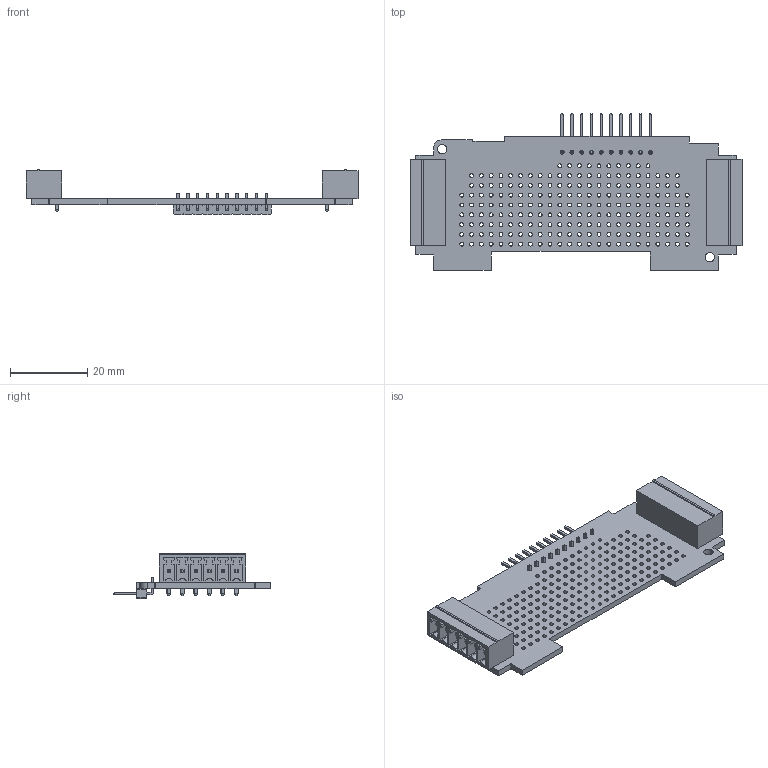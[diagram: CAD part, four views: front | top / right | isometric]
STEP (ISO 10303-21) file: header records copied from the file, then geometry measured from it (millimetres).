
FILE_DESCRIPTION(('FreeCAD Model'),'2;1');
FILE_NAME('REG1-App-Universal_V00.01.stp', '2022-10-21T15:04:07',('Author'),(''), 'Open CASCADE STEP processor 7.3','FreeCAD','Unknown');
FILE_SCHEMA(('AUTOMOTIVE_DESIGN { 1 0 10303 214 1 1 1 1 }'));
Length unit declared in the file: millimetre
Products named in the file (11): REG1-App-Universal; Board_Geoms_9349; Local_CS_9349; Pcb_9349; PCB_Sketch_9349; Step_Models_9349; Top_9349; J2_MC_01x06_G_3_5mm_63501331; J1_MC_01x06_G_3_5mm_6350121B; Bot_9349; J3_PinHeader_1x10_P254mm_Horizontal_6350244B
Assembly tree (10 placements, depth 4):
  REG1-App-Universal
    Board_Geoms_9349
      Local_CS_9349
      Pcb_9349
      PCB_Sketch_9349
    Step_Models_9349
      Top_9349
        J2_MC_01x06_G_3_5mm_63501331
        J1_MC_01x06_G_3_5mm_6350121B
      Bot_9349
        J3_PinHeader_1x10_P254mm_Horizontal_6350244B
Bounding box: 86 x 40.64 x 11.69 mm (x, y, z)
Volume: 5839.3 mm3; surface area: 10614.6 mm2
Topology: 4 solids, 4 shells, 946 faces, 2504 edges, 1654 vertices
Faces by surface type: plane 692, cylinder 254
Full cylindrical faces by diameter (mm): 1 x208, 1.2 x12, 2.4 x2
Entity records: 34876 total; most frequent: CARTESIAN_POINT 5117, ORIENTED_EDGE 4940, DIRECTION 4938, EDGE_CURVE 2470, LINE 1984, VECTOR 1984, VERTEX_POINT 1588, AXIS2_PLACEMENT_3D 1477
